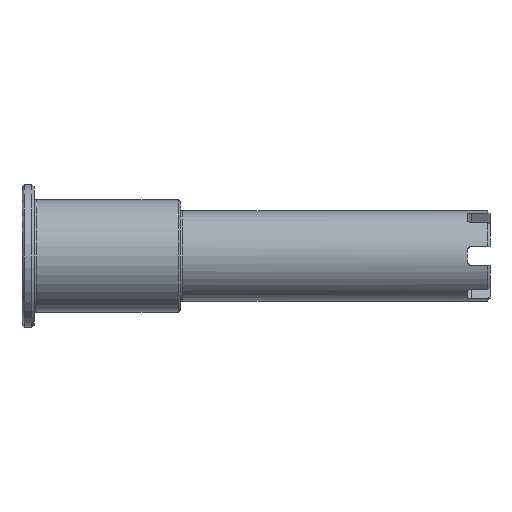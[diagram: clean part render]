
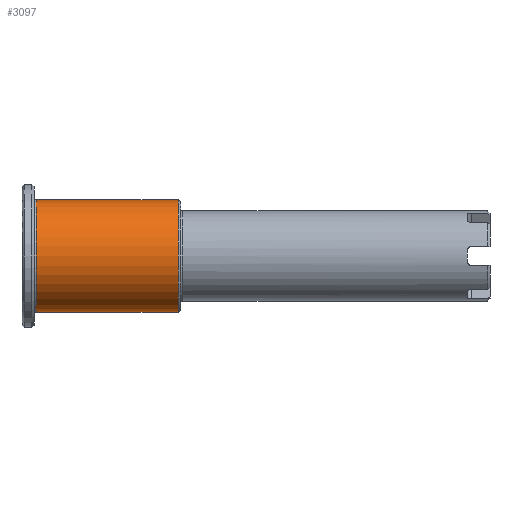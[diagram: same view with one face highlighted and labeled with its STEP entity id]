
A CAD part, front view. The second image highlights one B-rep face of the part: STEP entity #3097.
In plain terms, the highlighted cylindrical face has radius 7.5 mm (diameter 15 mm), a partial arc.
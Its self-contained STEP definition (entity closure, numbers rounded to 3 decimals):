
#27 = CARTESIAN_POINT ( 'NONE',  ( -40.823, 0., 7.5 ) ) ;
#167 = VERTEX_POINT ( 'NONE', #1208 ) ;
#431 = VERTEX_POINT ( 'NONE', #3232 ) ;
#440 = EDGE_CURVE ( 'NONE', #431, #1895, #4843, .T. ) ;
#573 = CARTESIAN_POINT ( 'NONE',  ( -28.2, 0., 0. ) ) ;
#619 = CARTESIAN_POINT ( 'NONE',  ( -28.2, 0., 7.5 ) ) ;
#650 = VECTOR ( 'NONE', #813, 1000. ) ;
#713 = LINE ( 'NONE', #27, #650 ) ;
#783 = CARTESIAN_POINT ( 'NONE',  ( -9.3, 0., 0. ) ) ;
#813 = DIRECTION ( 'NONE',  ( -1., 0., 0. ) ) ;
#878 = EDGE_CURVE ( 'NONE', #167, #1949, #713, .T. ) ;
#1208 = CARTESIAN_POINT ( 'NONE',  ( -9.3, 0., 7.5 ) ) ;
#1252 = CARTESIAN_POINT ( 'NONE',  ( -40.823, 0., -7.5 ) ) ;
#1509 = AXIS2_PLACEMENT_3D ( 'NONE', #2975, #2942, #3267 ) ;
#1524 = ORIENTED_EDGE ( 'NONE', *, *, #3269, .T. ) ;
#1895 = VERTEX_POINT ( 'NONE', #3263 ) ;
#1949 = VERTEX_POINT ( 'NONE', #619 ) ;
#2280 = AXIS2_PLACEMENT_3D ( 'NONE', #783, #4873, #2813 ) ;
#2423 = DIRECTION ( 'NONE',  ( -1., 0., 0. ) ) ;
#2474 = CYLINDRICAL_SURFACE ( 'NONE', #1509, 7.5 ) ;
#2790 = AXIS2_PLACEMENT_3D ( 'NONE', #573, #3444, #4277 ) ;
#2813 = DIRECTION ( 'NONE',  ( 0., 0., 1. ) ) ;
#2942 = DIRECTION ( 'NONE',  ( -1., 0., 0. ) ) ;
#2975 = CARTESIAN_POINT ( 'NONE',  ( -40.823, 0., 0. ) ) ;
#3097 = ADVANCED_FACE ( 'NONE', ( #3368 ), #2474, .T. ) ;
#3177 = EDGE_CURVE ( 'NONE', #1949, #1895, #3558, .T. ) ;
#3232 = CARTESIAN_POINT ( 'NONE',  ( -9.3, 0., -7.5 ) ) ;
#3263 = CARTESIAN_POINT ( 'NONE',  ( -28.2, 0., -7.5 ) ) ;
#3267 = DIRECTION ( 'NONE',  ( 0., 0., 1. ) ) ;
#3269 = EDGE_CURVE ( 'NONE', #431, #167, #4572, .T. ) ;
#3284 = VECTOR ( 'NONE', #2423, 1000. ) ;
#3304 = EDGE_LOOP ( 'NONE', ( #4045, #1524, #3443, #5079 ) ) ;
#3368 = FACE_OUTER_BOUND ( 'NONE', #3304, .T. ) ;
#3443 = ORIENTED_EDGE ( 'NONE', *, *, #878, .T. ) ;
#3444 = DIRECTION ( 'NONE',  ( 1., 0., 0. ) ) ;
#3558 = CIRCLE ( 'NONE', #2790, 7.5 ) ;
#4045 = ORIENTED_EDGE ( 'NONE', *, *, #440, .F. ) ;
#4277 = DIRECTION ( 'NONE',  ( 0., 0., 1. ) ) ;
#4572 = CIRCLE ( 'NONE', #2280, 7.5 ) ;
#4843 = LINE ( 'NONE', #1252, #3284 ) ;
#4873 = DIRECTION ( 'NONE',  ( -1., 0., 0. ) ) ;
#5079 = ORIENTED_EDGE ( 'NONE', *, *, #3177, .T. ) ;
